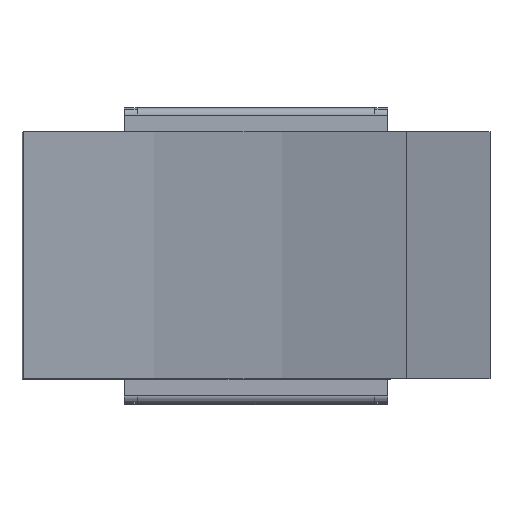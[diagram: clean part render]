
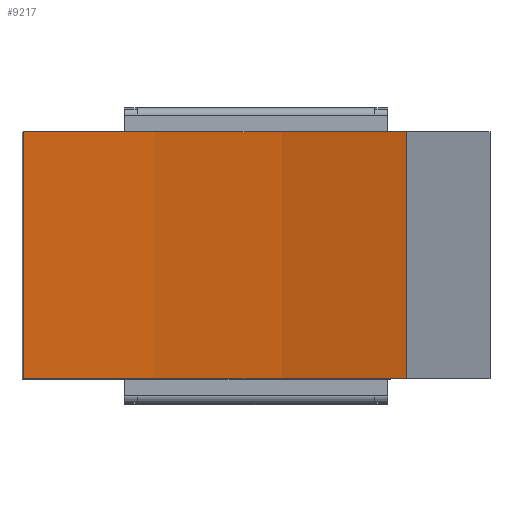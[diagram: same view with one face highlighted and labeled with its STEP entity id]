
A CAD part, top view. The second image highlights one B-rep face of the part: STEP entity #9217.
In plain terms, the highlighted cylindrical face has radius 36.671 mm (diameter 73.342 mm), a partial arc.
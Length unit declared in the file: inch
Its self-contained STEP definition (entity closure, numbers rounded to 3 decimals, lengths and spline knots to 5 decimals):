
#9159=CARTESIAN_POINT('',(-0.28256,-0.15,0.65906));
#9160=VERTEX_POINT('',#9159);
#9167=CARTESIAN_POINT('',(-0.28256,0.15,0.65906));
#9168=VERTEX_POINT('',#9167);
#9169=CARTESIAN_POINT('',(-0.28256,0.15,0.65906));
#9170=DIRECTION('',(0.0,-1.0,0.0));
#9171=VECTOR('',#9170,0.3);
#9172=LINE('',#9169,#9171);
#9173=EDGE_CURVE('',#9168,#9160,#9172,.T.);
#9185=CARTESIAN_POINT('',(-0.33287,0.165,2.10193));
#9186=DIRECTION('',(0.0,-1.0,0.0));
#9187=DIRECTION('',(-0.035,0.0,0.999));
#9188=AXIS2_PLACEMENT_3D('',#9185,#9186,#9187);
#9189=CYLINDRICAL_SURFACE('',#9188,1.44375);
#9190=CARTESIAN_POINT('',(0.18314,-0.15,0.75354));
#9191=VERTEX_POINT('',#9190);
#9192=CARTESIAN_POINT('',(-0.33287,-0.15,2.10193));
#9193=DIRECTION('',(0.0,-1.0,0.0));
#9194=DIRECTION('',(-0.035,0.0,0.999));
#9195=AXIS2_PLACEMENT_3D('',#9192,#9193,#9194);
#9196=CIRCLE('',#9195,1.44375);
#9197=EDGE_CURVE('',#9160,#9191,#9196,.T.);
#9198=ORIENTED_EDGE('',*,*,#9197,.T.);
#9199=CARTESIAN_POINT('',(0.18314,0.15,0.75354));
#9200=VERTEX_POINT('',#9199);
#9201=CARTESIAN_POINT('',(0.18314,0.15,0.75354));
#9202=DIRECTION('',(0.0,-1.0,0.0));
#9203=VECTOR('',#9202,0.3);
#9204=LINE('',#9201,#9203);
#9205=EDGE_CURVE('',#9200,#9191,#9204,.T.);
#9206=ORIENTED_EDGE('',*,*,#9205,.F.);
#9207=CARTESIAN_POINT('',(-0.33287,0.15,2.10193));
#9208=DIRECTION('',(0.0,1.0,0.0));
#9209=DIRECTION('',(-0.035,0.0,0.999));
#9210=AXIS2_PLACEMENT_3D('',#9207,#9208,#9209);
#9211=CIRCLE('',#9210,1.44375);
#9212=EDGE_CURVE('',#9200,#9168,#9211,.T.);
#9213=ORIENTED_EDGE('',*,*,#9212,.T.);
#9214=ORIENTED_EDGE('',*,*,#9173,.T.);
#9215=EDGE_LOOP('',(#9198,#9206,#9213,#9214));
#9216=FACE_OUTER_BOUND('',#9215,.T.);
#9217=ADVANCED_FACE('',(#9216),#9189,.F.);
